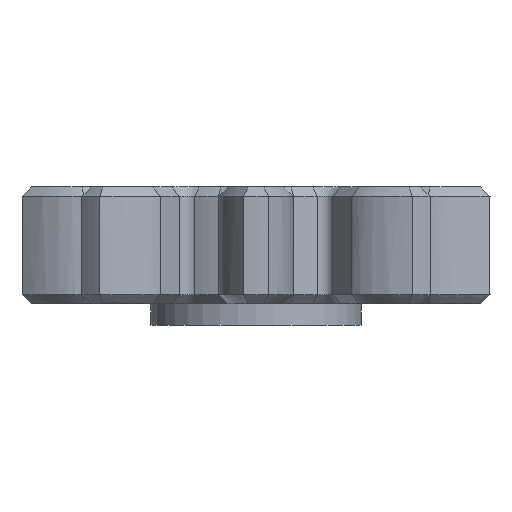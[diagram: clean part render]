
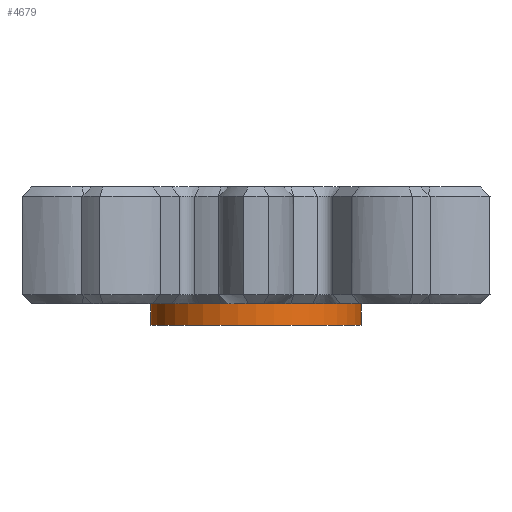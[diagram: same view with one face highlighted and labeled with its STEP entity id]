
A CAD part, front view. The second image highlights one B-rep face of the part: STEP entity #4679.
In plain terms, the highlighted cylindrical face has radius 4.5 mm (diameter 9 mm), a full revolution.
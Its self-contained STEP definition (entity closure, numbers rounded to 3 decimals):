
#418=FACE_OUTER_BOUND('',#706,.T.);
#706=EDGE_LOOP('',(#3489,#3490,#3491,#3492));
#1095=LINE('',#7084,#1522);
#1522=VECTOR('',#5770,4.5);
#1825=CIRCLE('',#5032,4.5);
#1826=CIRCLE('',#5033,4.5);
#2117=VERTEX_POINT('',#7081);
#2118=VERTEX_POINT('',#7083);
#2624=EDGE_CURVE('',#2117,#2117,#1825,.T.);
#2625=EDGE_CURVE('',#2117,#2118,#1095,.T.);
#2626=EDGE_CURVE('',#2118,#2118,#1826,.T.);
#3489=ORIENTED_EDGE('',*,*,#2624,.F.);
#3490=ORIENTED_EDGE('',*,*,#2625,.T.);
#3491=ORIENTED_EDGE('',*,*,#2626,.F.);
#3492=ORIENTED_EDGE('',*,*,#2625,.F.);
#4568=CYLINDRICAL_SURFACE('',#5031,4.5);
#4679=ADVANCED_FACE('',(#418),#4568,.T.);
#5031=AXIS2_PLACEMENT_3D('',#7080,#5766,#5767);
#5032=AXIS2_PLACEMENT_3D('',#7082,#5768,#5769);
#5033=AXIS2_PLACEMENT_3D('',#7085,#5771,#5772);
#5766=DIRECTION('center_axis',(0.,0.,-1.));
#5767=DIRECTION('ref_axis',(-1.,0.,0.));
#5768=DIRECTION('center_axis',(0.,0.,-1.));
#5769=DIRECTION('ref_axis',(-1.,0.,0.));
#5770=DIRECTION('',(0.,0.,1.));
#5771=DIRECTION('center_axis',(0.,0.,1.));
#5772=DIRECTION('ref_axis',(-1.,0.,0.));
#7080=CARTESIAN_POINT('Origin',(0.,0.,0.));
#7081=CARTESIAN_POINT('',(4.5,0.,-0.9));
#7082=CARTESIAN_POINT('Origin',(0.,0.,-0.9));
#7083=CARTESIAN_POINT('',(4.5,0.,0.));
#7084=CARTESIAN_POINT('',(4.5,0.,0.));
#7085=CARTESIAN_POINT('Origin',(0.,0.,0.));
